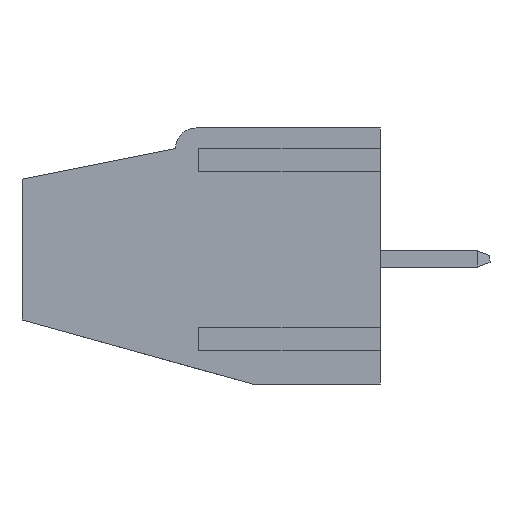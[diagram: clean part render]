
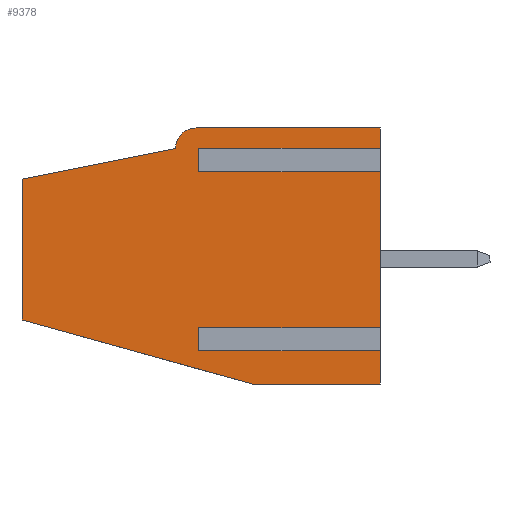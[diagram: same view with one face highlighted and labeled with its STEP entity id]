
A CAD part, left-side view. The second image highlights one B-rep face of the part: STEP entity #9378.
In plain terms, the highlighted planar face has unit normal (-1, 0, 0).
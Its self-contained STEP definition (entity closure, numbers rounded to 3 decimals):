
#21 = VECTOR ( 'NONE', #5869, 1000. ) ;
#23 = VECTOR ( 'NONE', #5872, 1000. ) ;
#24 = VECTOR ( 'NONE', #5878, 1000. ) ;
#25 = VECTOR ( 'NONE', #5881, 1000. ) ;
#26 = VECTOR ( 'NONE', #5884, 1000. ) ;
#27 = VECTOR ( 'NONE', #5887, 1000. ) ;
#28 = VECTOR ( 'NONE', #5890, 1000. ) ;
#209 = VECTOR ( 'NONE', #5764, 1000. ) ;
#215 = VECTOR ( 'NONE', #5782, 1000. ) ;
#239 = AXIS2_PLACEMENT_3D ( 'NONE', #5839, #5873, #5874 ) ;
#244 = VECTOR ( 'NONE', #5857, 1000. ) ;
#327 = VERTEX_POINT ( 'NONE', #340 ) ;
#340 = CARTESIAN_POINT ( 'NONE',  ( -5.08, 7.2, 5.1 ) ) ;
#343 = VERTEX_POINT ( 'NONE', #616 ) ;
#347 = VERTEX_POINT ( 'NONE', #486 ) ;
#386 = VERTEX_POINT ( 'NONE', #570 ) ;
#462 = VERTEX_POINT ( 'NONE', #3700 ) ;
#480 = VERTEX_POINT ( 'NONE', #3886 ) ;
#486 = CARTESIAN_POINT ( 'NONE',  ( -5.08, 7.1, -2.9 ) ) ;
#495 = VERTEX_POINT ( 'NONE', #3895 ) ;
#497 = VERTEX_POINT ( 'NONE', #3905 ) ;
#552 = VERTEX_POINT ( 'NONE', #3859 ) ;
#556 = VERTEX_POINT ( 'NONE', #3854 ) ;
#557 = VERTEX_POINT ( 'NONE', #3849 ) ;
#565 = VERTEX_POINT ( 'NONE', #3892 ) ;
#570 = CARTESIAN_POINT ( 'NONE',  ( -5.08, 5., -4.9 ) ) ;
#597 = VERTEX_POINT ( 'NONE', #3831 ) ;
#616 = CARTESIAN_POINT ( 'NONE',  ( -5.08, 7.1, -3.4 ) ) ;
#623 = VERTEX_POINT ( 'NONE', #3817 ) ;
#699 = EDGE_LOOP ( 'NONE', ( #7638, #7317, #7867, #7165, #7937, #7520, #7320, #7370, #7438, #7603, #7327, #7819, #7453, #7220, #7841 ) ) ;
#868 = VECTOR ( 'NONE', #5580, 1000. ) ;
#886 = VECTOR ( 'NONE', #5596, 1000. ) ;
#1148 = FACE_OUTER_BOUND ( 'NONE', #699, .T. ) ;
#1152 = AXIS2_PLACEMENT_3D ( 'NONE', #6296, #6297, #6298 ) ;
#1295 = VECTOR ( 'NONE', #5863, 1000. ) ;
#1752 = LINE ( 'NONE', #1753, #9910 ) ;
#1753 = CARTESIAN_POINT ( 'NONE',  ( -5.08, 0., -2.9 ) ) ;
#1754 = DIRECTION ( 'NONE',  ( 0., 0., 1. ) ) ;
#3700 = CARTESIAN_POINT ( 'NONE',  ( -5.08, 0., 3.6 ) ) ;
#3817 = CARTESIAN_POINT ( 'NONE',  ( -5.08, 7.1, 3.6 ) ) ;
#3831 = CARTESIAN_POINT ( 'NONE',  ( -5.08, 0., 5.1 ) ) ;
#3849 = CARTESIAN_POINT ( 'NONE',  ( -5.08, 8., 4.3 ) ) ;
#3854 = CARTESIAN_POINT ( 'NONE',  ( -5.08, 14., -2.4 ) ) ;
#3859 = CARTESIAN_POINT ( 'NONE',  ( -5.08, 14., 3.1 ) ) ;
#3886 = CARTESIAN_POINT ( 'NONE',  ( -5.08, 0., -3.4 ) ) ;
#3892 = CARTESIAN_POINT ( 'NONE',  ( -5.08, 7.1, 4.1 ) ) ;
#3895 = CARTESIAN_POINT ( 'NONE',  ( -5.08, 0., 4.1 ) ) ;
#3905 = CARTESIAN_POINT ( 'NONE',  ( -5.08, 0., -4.9 ) ) ;
#4638 = EDGE_CURVE ( 'NONE', #7475, #462, #1752, .T. ) ;
#5578 = LINE ( 'NONE', #5579, #868 ) ;
#5579 = CARTESIAN_POINT ( 'NONE',  ( -5.08, 0., 4.1 ) ) ;
#5580 = DIRECTION ( 'NONE',  ( 0., 0., 1. ) ) ;
#5594 = LINE ( 'NONE', #5595, #886 ) ;
#5595 = CARTESIAN_POINT ( 'NONE',  ( -5.08, 0., -4.9 ) ) ;
#5596 = DIRECTION ( 'NONE',  ( 0., 0., 1. ) ) ;
#5762 = LINE ( 'NONE', #5763, #209 ) ;
#5763 = CARTESIAN_POINT ( 'NONE',  ( -5.08, 7.1, 5.1 ) ) ;
#5764 = DIRECTION ( 'NONE',  ( 0., -1., 0. ) ) ;
#5780 = LINE ( 'NONE', #5781, #215 ) ;
#5781 = CARTESIAN_POINT ( 'NONE',  ( -5.08, 7.1, 5.1 ) ) ;
#5782 = DIRECTION ( 'NONE',  ( 0., 0., 1. ) ) ;
#5839 = CARTESIAN_POINT ( 'NONE',  ( -5.08, 7.2, 4.3 ) ) ;
#5855 = LINE ( 'NONE', #5856, #244 ) ;
#5856 = CARTESIAN_POINT ( 'NONE',  ( -5.08, 7.1, -4.9 ) ) ;
#5857 = DIRECTION ( 'NONE',  ( 0., -1., 0. ) ) ;
#5861 = LINE ( 'NONE', #5862, #1295 ) ;
#5862 = CARTESIAN_POINT ( 'NONE',  ( -5.08, 7.1, -3.4 ) ) ;
#5863 = DIRECTION ( 'NONE',  ( 0., -1., 0. ) ) ;
#5867 = LINE ( 'NONE', #5868, #21 ) ;
#5868 = CARTESIAN_POINT ( 'NONE',  ( -5.08, 7.1, -2.9 ) ) ;
#5869 = DIRECTION ( 'NONE',  ( 0., -1., 0. ) ) ;
#5870 = LINE ( 'NONE', #5871, #23 ) ;
#5871 = CARTESIAN_POINT ( 'NONE',  ( -5.08, 14., 3.1 ) ) ;
#5872 = DIRECTION ( 'NONE',  ( 0., 0.981, -0.196 ) ) ;
#5873 = DIRECTION ( 'NONE',  ( -1., 0., 0. ) ) ;
#5874 = DIRECTION ( 'NONE',  ( 0., 0., -1. ) ) ;
#5876 = LINE ( 'NONE', #5877, #24 ) ;
#5877 = CARTESIAN_POINT ( 'NONE',  ( -5.08, 14., 5.1 ) ) ;
#5878 = DIRECTION ( 'NONE',  ( 0., 0., 1. ) ) ;
#5879 = LINE ( 'NONE', #5880, #25 ) ;
#5880 = CARTESIAN_POINT ( 'NONE',  ( -5.08, 14., -2.4 ) ) ;
#5881 = DIRECTION ( 'NONE',  ( 0., -0.964, -0.268 ) ) ;
#5882 = LINE ( 'NONE', #5883, #26 ) ;
#5883 = CARTESIAN_POINT ( 'NONE',  ( -5.08, 7.1, 3.6 ) ) ;
#5884 = DIRECTION ( 'NONE',  ( 0., -1., 0. ) ) ;
#5885 = LINE ( 'NONE', #5886, #27 ) ;
#5886 = CARTESIAN_POINT ( 'NONE',  ( -5.08, 7.1, 5.1 ) ) ;
#5887 = DIRECTION ( 'NONE',  ( 0., 0., 1. ) ) ;
#5888 = LINE ( 'NONE', #5889, #28 ) ;
#5889 = CARTESIAN_POINT ( 'NONE',  ( -5.08, 7.1, 4.1 ) ) ;
#5890 = DIRECTION ( 'NONE',  ( 0., -1., 0. ) ) ;
#5964 = CARTESIAN_POINT ( 'NONE',  ( -5.08, 0., -2.9 ) ) ;
#6295 = PLANE ( 'NONE',  #1152 ) ;
#6296 = CARTESIAN_POINT ( 'NONE',  ( -5.08, 7.1, -2.9 ) ) ;
#6297 = DIRECTION ( 'NONE',  ( 1., 0., 0. ) ) ;
#6298 = DIRECTION ( 'NONE',  ( 0., 0., -1. ) ) ;
#6890 = EDGE_CURVE ( 'NONE', #495, #597, #5578, .T. ) ;
#6895 = EDGE_CURVE ( 'NONE', #497, #480, #5594, .T. ) ;
#6951 = EDGE_CURVE ( 'NONE', #327, #597, #5762, .T. ) ;
#6957 = EDGE_CURVE ( 'NONE', #343, #347, #5780, .T. ) ;
#6982 = EDGE_CURVE ( 'NONE', #386, #497, #5855, .T. ) ;
#6984 = EDGE_CURVE ( 'NONE', #343, #480, #5861, .T. ) ;
#6986 = EDGE_CURVE ( 'NONE', #347, #7475, #5867, .T. ) ;
#6987 = EDGE_CURVE ( 'NONE', #557, #552, #5870, .T. ) ;
#6988 = EDGE_CURVE ( 'NONE', #327, #557, #9491, .T. ) ;
#6989 = EDGE_CURVE ( 'NONE', #556, #552, #5876, .T. ) ;
#6990 = EDGE_CURVE ( 'NONE', #556, #386, #5879, .T. ) ;
#6991 = EDGE_CURVE ( 'NONE', #623, #462, #5882, .T. ) ;
#6992 = EDGE_CURVE ( 'NONE', #623, #565, #5885, .T. ) ;
#6993 = EDGE_CURVE ( 'NONE', #565, #495, #5888, .T. ) ;
#7165 = ORIENTED_EDGE ( 'NONE', *, *, #6990, .T. ) ;
#7220 = ORIENTED_EDGE ( 'NONE', *, *, #6890, .T. ) ;
#7317 = ORIENTED_EDGE ( 'NONE', *, *, #6987, .T. ) ;
#7320 = ORIENTED_EDGE ( 'NONE', *, *, #6984, .F. ) ;
#7327 = ORIENTED_EDGE ( 'NONE', *, *, #6991, .F. ) ;
#7370 = ORIENTED_EDGE ( 'NONE', *, *, #6957, .T. ) ;
#7438 = ORIENTED_EDGE ( 'NONE', *, *, #6986, .T. ) ;
#7453 = ORIENTED_EDGE ( 'NONE', *, *, #6993, .T. ) ;
#7475 = VERTEX_POINT ( 'NONE', #5964 ) ;
#7520 = ORIENTED_EDGE ( 'NONE', *, *, #6895, .T. ) ;
#7603 = ORIENTED_EDGE ( 'NONE', *, *, #4638, .T. ) ;
#7638 = ORIENTED_EDGE ( 'NONE', *, *, #6988, .T. ) ;
#7819 = ORIENTED_EDGE ( 'NONE', *, *, #6992, .T. ) ;
#7841 = ORIENTED_EDGE ( 'NONE', *, *, #6951, .F. ) ;
#7867 = ORIENTED_EDGE ( 'NONE', *, *, #6989, .F. ) ;
#7937 = ORIENTED_EDGE ( 'NONE', *, *, #6982, .T. ) ;
#9378 = ADVANCED_FACE ( 'NONE', ( #1148 ), #6295, .F. ) ;
#9491 = CIRCLE ( 'NONE', #239, 0.8 ) ;
#9910 = VECTOR ( 'NONE', #1754, 1000. ) ;
